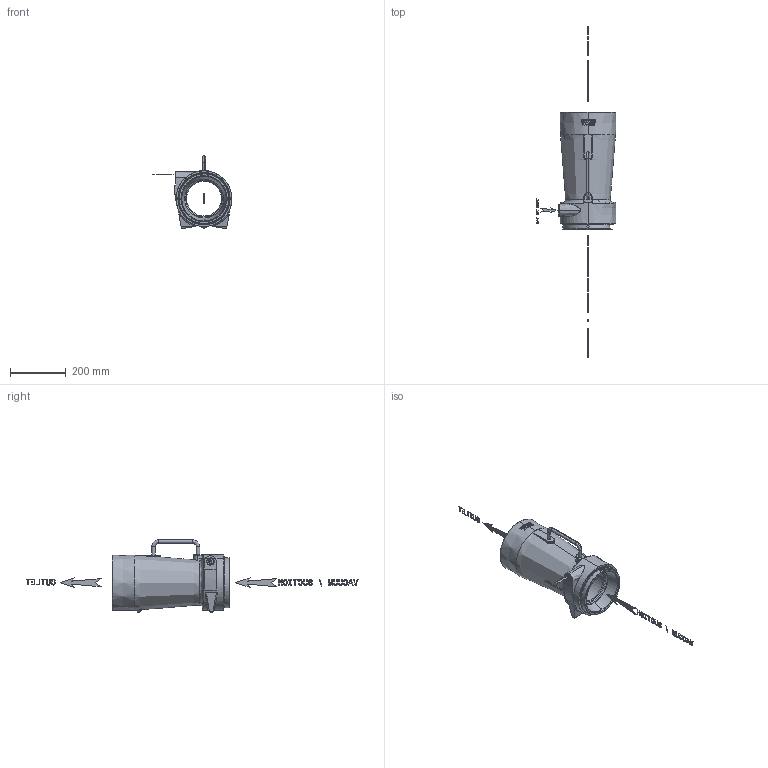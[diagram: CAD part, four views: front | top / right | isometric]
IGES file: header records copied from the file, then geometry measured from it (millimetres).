
Start section: SolidWorks IGES file using analytic representation for surfaces
Global section: file name: FX-125 Outline.igs; native system: SolidWorks 2017; preprocessor: SolidWorks 2017; author: Chirag Shah; date: 181214.120534; units: millimetre
Bounding box: 286.27 x 1192.11 x 259.78 mm (x, y, z)
Surface area: 649153.6 mm2 (no closed solid volume)
Topology: 0 solids, 0 shells, 1195 faces, 8837 edges, 8834 vertices
Faces by surface type: bspline 1079, revolution 116
